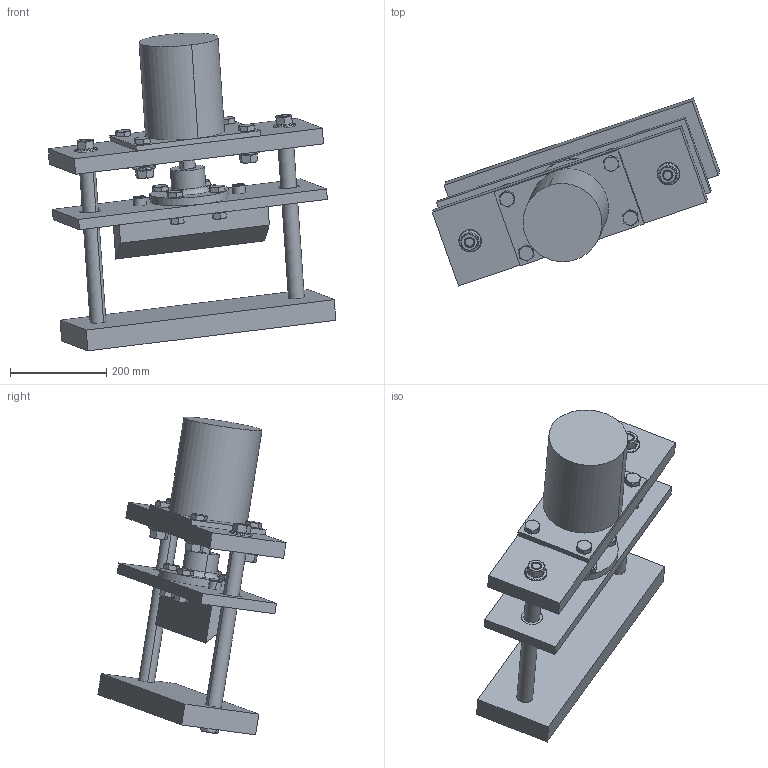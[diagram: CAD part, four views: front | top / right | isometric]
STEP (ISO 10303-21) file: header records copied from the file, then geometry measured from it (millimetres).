
FILE_DESCRIPTION(('FreeCAD Model'),'2;1');
FILE_NAME('Open CASCADE Shape Model','2025-05-04T12:06:03',('FreeCAD'),( 'FreeCAD'),'Open CASCADE STEP processor 7.6','FreeCAD','Unknown');
FILE_SCHEMA(('AUTOMOTIVE_DESIGN { 1 0 10303 214 1 1 1 1 }'));
Products named in the file (1): Open CASCADE STEP translator 7.6 1
Bounding box: 596.5 x 390.69 x 659.36 mm (x, y, z)
Volume: 15633580.1 mm3; surface area: 1319999.8 mm2
Topology: 33 solids, 33 shells, 1057 faces, 2465 edges, 1491 vertices
Faces by surface type: bspline 1057
Entity records: 57412 total; most frequent: CARTESIAN_POINT 43305, ORIENTED_EDGE 4914, EDGE_CURVE 2457, VERTEX_POINT 1491, B_SPLINE_CURVE_WITH_KNOTS 1462, FACE_BOUND 1168, EDGE_LOOP 1168, ADVANCED_FACE 1057
